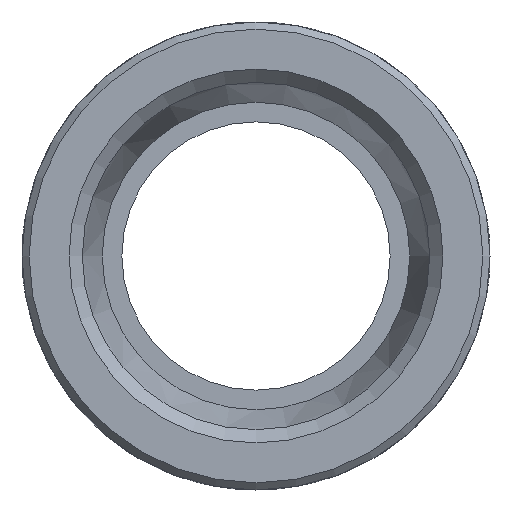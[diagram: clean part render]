
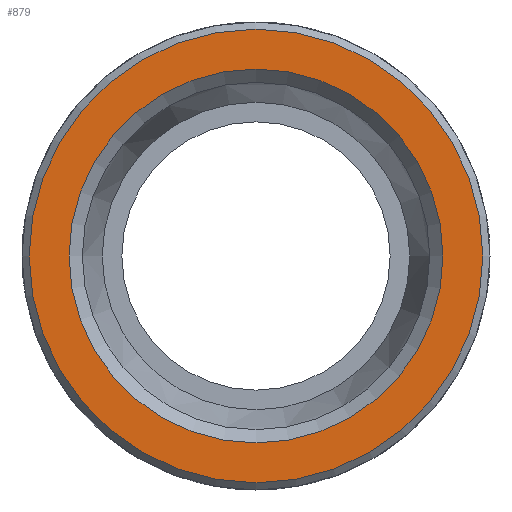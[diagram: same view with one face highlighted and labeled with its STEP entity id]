
A CAD part, front view. The second image highlights one B-rep face of the part: STEP entity #879.
In plain terms, the highlighted planar face has unit normal (0, -1, 0).
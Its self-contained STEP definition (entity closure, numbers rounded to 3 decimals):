
#123=PLANE('',#956);
#160=FACE_BOUND('',#254,.T.);
#180=FACE_OUTER_BOUND('',#253,.T.);
#253=EDGE_LOOP('',(#618));
#254=EDGE_LOOP('',(#619));
#336=CIRCLE('',#953,12.984);
#338=CIRCLE('',#957,15.75);
#407=VERTEX_POINT('',#1370);
#409=VERTEX_POINT('',#1376);
#486=EDGE_CURVE('',#407,#407,#336,.T.);
#488=EDGE_CURVE('',#409,#409,#338,.T.);
#618=ORIENTED_EDGE('',*,*,#488,.T.);
#619=ORIENTED_EDGE('',*,*,#486,.F.);
#879=ADVANCED_FACE('',(#180,#160),#123,.T.);
#953=AXIS2_PLACEMENT_3D('',#1371,#1091,#1092);
#956=AXIS2_PLACEMENT_3D('',#1375,#1097,#1098);
#957=AXIS2_PLACEMENT_3D('',#1377,#1099,#1100);
#1091=DIRECTION('center_axis',(0.,-1.,0.));
#1092=DIRECTION('ref_axis',(1.,0.,0.));
#1097=DIRECTION('center_axis',(0.,-1.,0.));
#1098=DIRECTION('ref_axis',(0.,0.,-1.));
#1099=DIRECTION('center_axis',(0.,-1.,0.));
#1100=DIRECTION('ref_axis',(1.,0.,0.));
#1370=CARTESIAN_POINT('',(-12.984,-18.5,0.));
#1371=CARTESIAN_POINT('Origin',(0.,-18.5,0.));
#1375=CARTESIAN_POINT('Origin',(0.,-18.5,0.));
#1376=CARTESIAN_POINT('',(15.75,-18.5,0.));
#1377=CARTESIAN_POINT('Origin',(0.,-18.5,0.));
